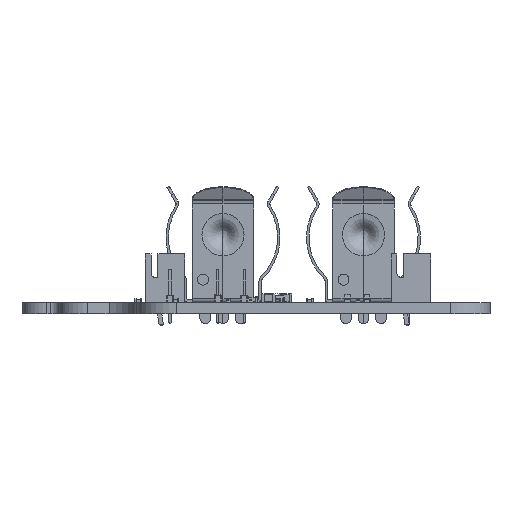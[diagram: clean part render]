
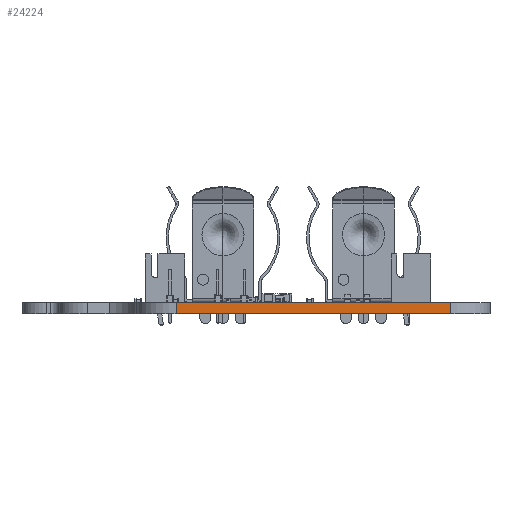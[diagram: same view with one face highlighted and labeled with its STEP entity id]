
A CAD part, left-side view. The second image highlights one B-rep face of the part: STEP entity #24224.
In plain terms, the highlighted planar face has unit normal (-1, 0, 0).
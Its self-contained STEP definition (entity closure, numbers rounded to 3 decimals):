
#22196 = VERTEX_POINT('',#22197);
#22197 = CARTESIAN_POINT('',(-55.899,-28.157,0.));
#22204 = EDGE_CURVE('',#22196,#22205,#22207,.T.);
#22205 = VERTEX_POINT('',#22206);
#22206 = CARTESIAN_POINT('',(-55.899,11.543,0.));
#22207 = LINE('',#22208,#22209);
#22208 = CARTESIAN_POINT('',(-55.899,-28.157,0.));
#22209 = VECTOR('',#22210,1.);
#22210 = DIRECTION('',(0.,1.,0.));
#23107 = VERTEX_POINT('',#23108);
#23108 = CARTESIAN_POINT('',(-55.899,-28.157,1.6));
#23115 = EDGE_CURVE('',#23107,#23116,#23118,.T.);
#23116 = VERTEX_POINT('',#23117);
#23117 = CARTESIAN_POINT('',(-55.899,11.543,1.6));
#23118 = LINE('',#23119,#23120);
#23119 = CARTESIAN_POINT('',(-55.899,-28.157,1.6));
#23120 = VECTOR('',#23121,1.);
#23121 = DIRECTION('',(0.,1.,0.));
#24194 = EDGE_CURVE('',#22205,#23116,#24195,.T.);
#24195 = LINE('',#24196,#24197);
#24196 = CARTESIAN_POINT('',(-55.899,11.543,0.));
#24197 = VECTOR('',#24198,1.);
#24198 = DIRECTION('',(0.,0.,1.));
#24224 = ADVANCED_FACE('',(#24225),#24236,.T.);
#24225 = FACE_BOUND('',#24226,.T.);
#24226 = EDGE_LOOP('',(#24227,#24233,#24234,#24235));
#24227 = ORIENTED_EDGE('',*,*,#24228,.T.);
#24228 = EDGE_CURVE('',#22196,#23107,#24229,.T.);
#24229 = LINE('',#24230,#24231);
#24230 = CARTESIAN_POINT('',(-55.899,-28.157,0.));
#24231 = VECTOR('',#24232,1.);
#24232 = DIRECTION('',(0.,0.,1.));
#24233 = ORIENTED_EDGE('',*,*,#23115,.T.);
#24234 = ORIENTED_EDGE('',*,*,#24194,.F.);
#24235 = ORIENTED_EDGE('',*,*,#22204,.F.);
#24236 = PLANE('',#24237);
#24237 = AXIS2_PLACEMENT_3D('',#24238,#24239,#24240);
#24238 = CARTESIAN_POINT('',(-55.899,-28.157,0.));
#24239 = DIRECTION('',(-1.,0.,0.));
#24240 = DIRECTION('',(0.,1.,0.));
